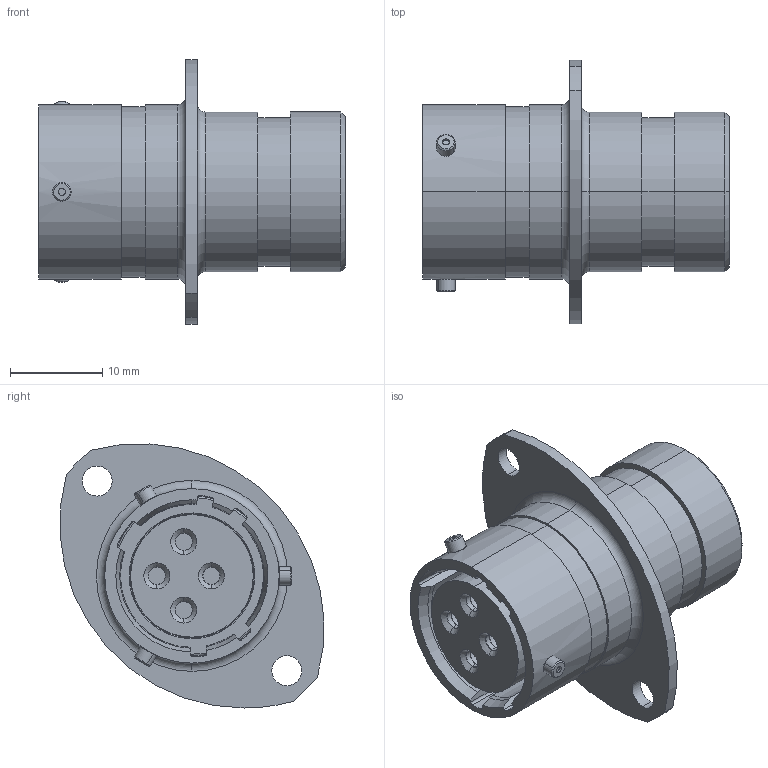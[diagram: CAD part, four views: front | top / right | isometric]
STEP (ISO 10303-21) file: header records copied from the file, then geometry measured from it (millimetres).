
FILE_DESCRIPTION (( 'STEP AP214' ), '1' );
FILE_NAME ('AS012-04SC.STEP', '2019-12-04T12:27:16', ( 'TE Connectivity' ), ( 'TE Connectivity' ), 'SwSTEP 2.0', 'SolidWorks 2016', '' );
FILE_SCHEMA (( 'AUTOMOTIVE_DESIGN' ));
Length unit declared in the file: millimetre
Products named in the file (1): AS012-04SC
Bounding box: 33.31 x 28.61 x 28.66 mm (x, y, z)
Volume: 7026.8 mm3; surface area: 8823.8 mm2
Topology: 11 solids, 11 shells, 342 faces, 777 edges, 469 vertices
Faces by surface type: cylinder 143, torus 72, plane 61, cone 52, sphere 14
Entity records: 13804 total; most frequent: DIRECTION 1922, CARTESIAN_POINT 1857, ORIENTED_EDGE 1542, AXIS2_PLACEMENT_3D 848, EDGE_CURVE 771, CIRCLE 505, VERTEX_POINT 469, EDGE_LOOP 392
